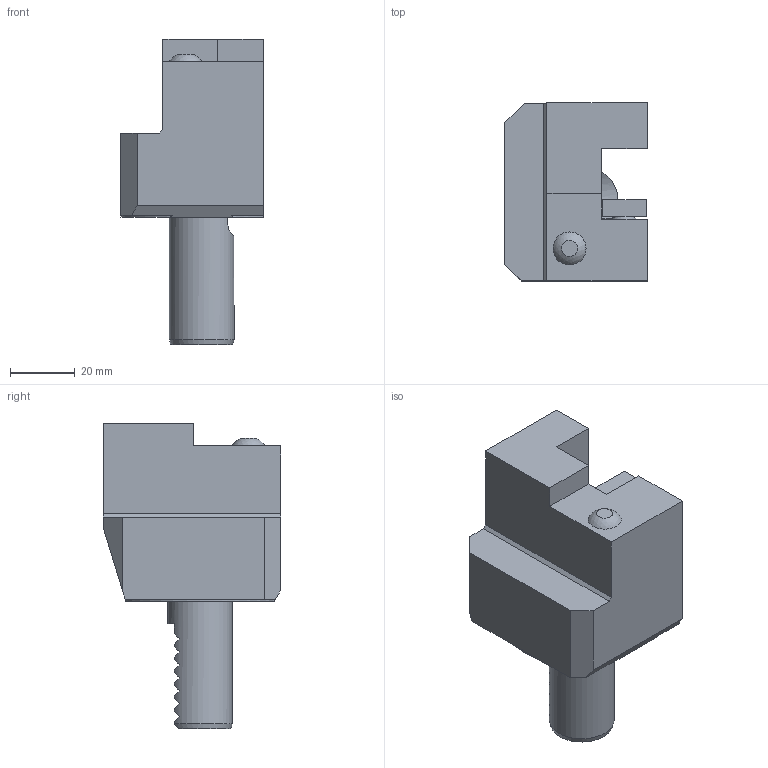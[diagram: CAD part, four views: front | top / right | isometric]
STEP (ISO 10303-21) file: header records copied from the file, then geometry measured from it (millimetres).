
FILE_DESCRIPTION(/* description */ (''),/* implementation_level */ '2;1');
FILE_NAME(/* name */ 'W1100031_A__specification_W1100031_Aussen_.stp',/* time_stamp */ '2011-04-11T11:48:56+02:00',/* author */ (''),/* organization */ (''),/* preprocessor_version */ 'ST-DEVELOPER v11',/* originating_system */ 'UGS - NX 5.0',/* authorisation */ '');
FILE_SCHEMA (('AUTOMOTIVE_DESIGN { 1 0 10303 214 0 1 1 1 }'));
Length unit declared in the file: millimetre
Products named in the file (1): hees2AFDhbgx
Bounding box: 44 x 55 x 94.5 mm (x, y, z)
Volume: 100665 mm3; surface area: 19076 mm2
Topology: 1 solids, 1 shells, 67 faces, 185 edges, 124 vertices
Faces by surface type: plane 55, cylinder 8, cone 3, sphere 1
Full cylindrical faces by diameter (mm): 20 x1
Entity records: 2156 total; most frequent: CARTESIAN_POINT 392, DIRECTION 364, ORIENTED_EDGE 358, EDGE_CURVE 179, AXIS2_PLACEMENT_3D 123, VERTEX_POINT 121, LINE 118, VECTOR 118
